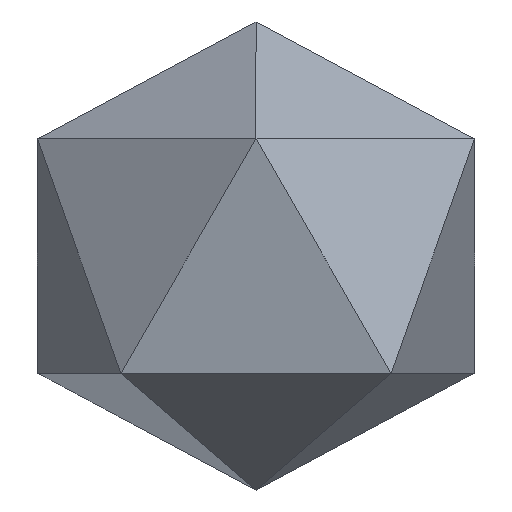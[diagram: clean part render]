
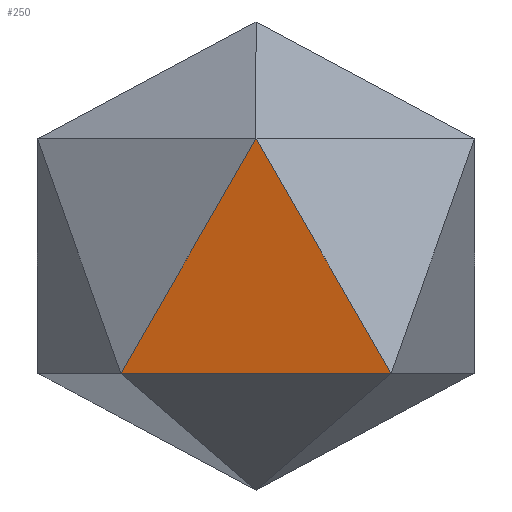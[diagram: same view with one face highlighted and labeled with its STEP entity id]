
A CAD part, front view. The second image highlights one B-rep face of the part: STEP entity #250.
In plain terms, the highlighted planar face has unit normal (0, -0.983, -0.184).
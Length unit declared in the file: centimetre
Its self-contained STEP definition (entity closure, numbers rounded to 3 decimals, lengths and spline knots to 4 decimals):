
#38=VERTEX_POINT('',#339);
#40=VERTEX_POINT('',#349);
#44=VERTEX_POINT('',#371);
#57=VECTOR('',#293,1.);
#69=VECTOR('',#313,1.);
#70=VECTOR('',#315,1.);
#87=LINE('',#350,#57);
#99=LINE('',#374,#69);
#100=LINE('',#376,#70);
#117=EDGE_CURVE('',#38,#40,#87,.T.);
#129=EDGE_CURVE('',#44,#38,#99,.T.);
#130=EDGE_CURVE('',#44,#40,#100,.T.);
#178=ORIENTED_EDGE('',*,*,#117,.F.);
#179=ORIENTED_EDGE('',*,*,#129,.F.);
#180=ORIENTED_EDGE('',*,*,#130,.T.);
#210=EDGE_LOOP('',(#178,#179,#180));
#230=FACE_BOUND('',#210,.T.);
#250=ADVANCED_FACE('',(#230),#402,.F.);
#270=AXIS2_PLACEMENT_3D('',#375,#314,$);
#293=DIRECTION('',(0.494,0.16,-0.855));
#313=DIRECTION('',(0.494,-0.16,0.855));
#314=DIRECTION('',(0.,0.983,0.184));
#315=DIRECTION('',(1.,0.,0.));
#339=CARTESIAN_POINT('',(0.,-2.1607,1.0999));
#349=CARTESIAN_POINT('',(1.27,-1.748,-1.0999));
#350=CARTESIAN_POINT('',(0.,-2.1607,1.0999));
#371=CARTESIAN_POINT('',(-1.27,-1.748,-1.0999));
#374=CARTESIAN_POINT('',(-1.27,-1.748,-1.0999));
#375=CARTESIAN_POINT('',(0.,-1.8862,-0.3634));
#376=CARTESIAN_POINT('',(-1.27,-1.748,-1.0999));
#402=PLANE('',#270);
